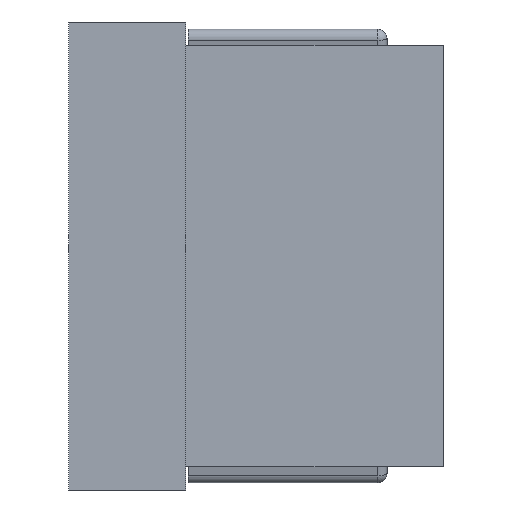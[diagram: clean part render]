
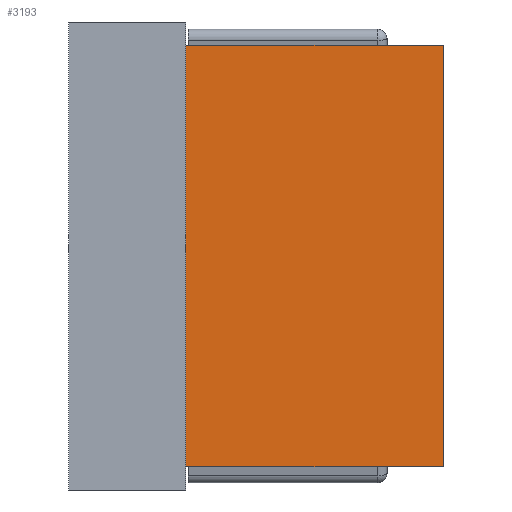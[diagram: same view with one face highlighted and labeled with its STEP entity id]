
A CAD part, left-side view. The second image highlights one B-rep face of the part: STEP entity #3193.
In plain terms, the highlighted planar face has unit normal (-1, 0, 0).
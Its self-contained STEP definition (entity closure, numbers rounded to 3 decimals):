
#25=DIRECTION('',(0.,-1.,0.));
#26=VECTOR('',#25,1.1);
#27=CARTESIAN_POINT('',(-1.2,0.31,-0.9));
#28=LINE('',#27,#26);
#465=DIRECTION('',(0.,-1.,0.));
#466=VECTOR('',#465,1.1);
#467=CARTESIAN_POINT('',(-1.2,0.31,0.9));
#468=LINE('',#467,#466);
#729=DIRECTION('',(0.,0.,1.));
#730=VECTOR('',#729,1.8);
#731=CARTESIAN_POINT('',(-1.2,-0.79,-0.9));
#732=LINE('',#731,#730);
#733=DIRECTION('',(0.,0.,1.));
#734=VECTOR('',#733,1.8);
#735=CARTESIAN_POINT('',(-1.2,0.31,-0.9));
#736=LINE('',#735,#734);
#1809=CARTESIAN_POINT('',(-1.2,-0.79,-0.9));
#1811=VERTEX_POINT('',#1809);
#1821=CARTESIAN_POINT('',(-1.2,-0.79,0.9));
#1823=VERTEX_POINT('',#1821);
#1849=CARTESIAN_POINT('',(-1.2,0.31,-0.9));
#1851=VERTEX_POINT('',#1849);
#1853=CARTESIAN_POINT('',(-1.2,0.31,0.9));
#1855=VERTEX_POINT('',#1853);
#3181=CARTESIAN_POINT('',(-1.2,0.79,-0.9));
#3182=DIRECTION('',(-1.,0.,0.));
#3183=DIRECTION('',(0.,-1.,0.));
#3184=AXIS2_PLACEMENT_3D('',#3181,#3182,#3183);
#3185=PLANE('',#3184);
#3187=ORIENTED_EDGE('',*,*,#3186,.T.);
#3188=ORIENTED_EDGE('',*,*,#2742,.T.);
#3189=ORIENTED_EDGE('',*,*,#3174,.F.);
#3190=ORIENTED_EDGE('',*,*,#2322,.F.);
#3191=EDGE_LOOP('',(#3187,#3188,#3189,#3190));
#3192=FACE_OUTER_BOUND('',#3191,.F.);
#2322=EDGE_CURVE('',#1851,#1811,#28,.T.);
#2742=EDGE_CURVE('',#1855,#1823,#468,.T.);
#3174=EDGE_CURVE('',#1811,#1823,#732,.T.);
#3186=EDGE_CURVE('',#1851,#1855,#736,.T.);
#3193=ADVANCED_FACE('',(#3192),#3185,.T.);
